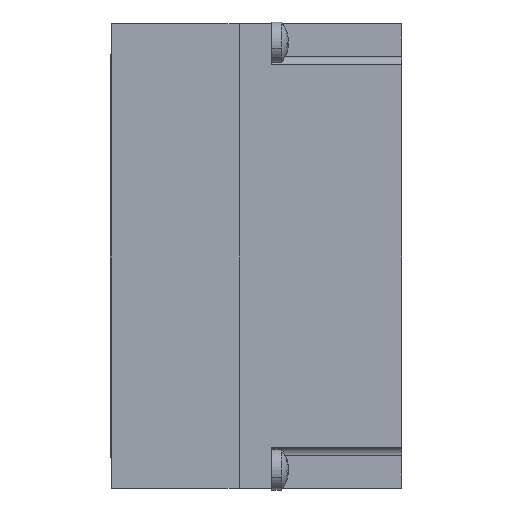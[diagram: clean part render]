
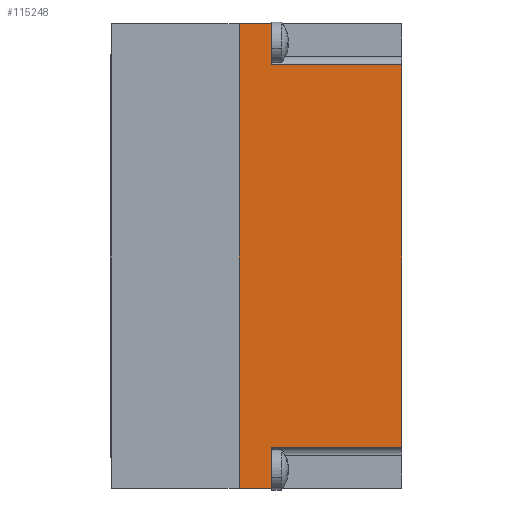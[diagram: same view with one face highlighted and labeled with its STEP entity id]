
A CAD part, left-side view. The second image highlights one B-rep face of the part: STEP entity #115248.
In plain terms, the highlighted planar face has unit normal (-1, 0, 0).
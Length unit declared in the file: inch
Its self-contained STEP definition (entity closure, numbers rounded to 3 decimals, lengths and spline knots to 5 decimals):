
#302 = DIRECTION ( 'NONE',  ( 0., 0., -1. ) ) ;
#2635 = CARTESIAN_POINT ( 'NONE',  ( -2.25197, -1.40551, 0. ) ) ;
#7075 = ORIENTED_EDGE ( 'NONE', *, *, #62097, .F. ) ;
#15175 = CARTESIAN_POINT ( 'NONE',  ( -2.25197, -0.33694, -2.05315 ) ) ;
#21855 = VECTOR ( 'NONE', #221703, 39.37008 ) ;
#22412 = DIRECTION ( 'NONE',  ( 0., 0., -1. ) ) ;
#28583 = LINE ( 'NONE', #158272, #138437 ) ;
#31098 = DIRECTION ( 'NONE',  ( 0., -1., 0. ) ) ;
#31181 = DIRECTION ( 'NONE',  ( 0., 0., -1. ) ) ;
#33080 = LINE ( 'NONE', #15175, #213145 ) ;
#34920 = ORIENTED_EDGE ( 'NONE', *, *, #136826, .F. ) ;
#44274 = VERTEX_POINT ( 'NONE', #193763 ) ;
#44539 = CARTESIAN_POINT ( 'NONE',  ( -2.25197, -1.40551, -2.05315 ) ) ;
#47854 = LINE ( 'NONE', #211083, #234084 ) ;
#57501 = ORIENTED_EDGE ( 'NONE', *, *, #102650, .F. ) ;
#57600 = EDGE_CURVE ( 'NONE', #102734, #212435, #33080, .T. ) ;
#62097 = EDGE_CURVE ( 'NONE', #102734, #138991, #185645, .T. ) ;
#62702 = EDGE_LOOP ( 'NONE', ( #129557, #57501, #220549, #185125, #34920, #7075, #74614, #169293 ) ) ;
#69599 = LINE ( 'NONE', #125521, #21855 ) ;
#70134 = DIRECTION ( 'NONE',  ( 0., 0., -1. ) ) ;
#71420 = CARTESIAN_POINT ( 'NONE',  ( -2.25197, -0.77559, -2.25197 ) ) ;
#74614 = ORIENTED_EDGE ( 'NONE', *, *, #57600, .T. ) ;
#85457 = CARTESIAN_POINT ( 'NONE',  ( -2.25197, -1.40551, -0.19882 ) ) ;
#86828 = CARTESIAN_POINT ( 'NONE',  ( -2.25197, -1.40551, 0. ) ) ;
#87797 = DIRECTION ( 'NONE',  ( 0., -1., 0. ) ) ;
#100155 = LINE ( 'NONE', #117999, #187127 ) ;
#101301 = DIRECTION ( 'NONE',  ( 0., 1., 0. ) ) ;
#102650 = EDGE_CURVE ( 'NONE', #148391, #235849, #69599, .T. ) ;
#102734 = VERTEX_POINT ( 'NONE', #172729 ) ;
#105818 = LINE ( 'NONE', #86828, #191224 ) ;
#107072 = EDGE_CURVE ( 'NONE', #234262, #212435, #105818, .T. ) ;
#115171 = CARTESIAN_POINT ( 'NONE',  ( -2.25197, -0.77559, -2.25197 ) ) ;
#115248 = ADVANCED_FACE ( 'NONE', ( #121829 ), #194633, .F. ) ;
#116685 = VECTOR ( 'NONE', #22412, 39.37008 ) ;
#117999 = CARTESIAN_POINT ( 'NONE',  ( -2.25197, -1.40551, 0. ) ) ;
#121829 = FACE_OUTER_BOUND ( 'NONE', #62702, .T. ) ;
#125521 = CARTESIAN_POINT ( 'NONE',  ( -2.25197, -0.77559, 0. ) ) ;
#129557 = ORIENTED_EDGE ( 'NONE', *, *, #162873, .F. ) ;
#131168 = EDGE_CURVE ( 'NONE', #44274, #174119, #142955, .T. ) ;
#136826 = EDGE_CURVE ( 'NONE', #138991, #174119, #28583, .T. ) ;
#138437 = VECTOR ( 'NONE', #228661, 39.37008 ) ;
#138991 = VERTEX_POINT ( 'NONE', #71420 ) ;
#142955 = LINE ( 'NONE', #178800, #225413 ) ;
#148391 = VERTEX_POINT ( 'NONE', #184891 ) ;
#156233 = EDGE_CURVE ( 'NONE', #148391, #44274, #100155, .T. ) ;
#158272 = CARTESIAN_POINT ( 'NONE',  ( -2.25197, -1.40551, -2.25197 ) ) ;
#162873 = EDGE_CURVE ( 'NONE', #235849, #234262, #47854, .T. ) ;
#163279 = CARTESIAN_POINT ( 'NONE',  ( -2.25197, -0.61811, -2.25197 ) ) ;
#169293 = ORIENTED_EDGE ( 'NONE', *, *, #107072, .F. ) ;
#172729 = CARTESIAN_POINT ( 'NONE',  ( -2.25197, -0.77559, -2.05315 ) ) ;
#174119 = VERTEX_POINT ( 'NONE', #163279 ) ;
#178800 = CARTESIAN_POINT ( 'NONE',  ( -2.25197, -0.61811, 0. ) ) ;
#184891 = CARTESIAN_POINT ( 'NONE',  ( -2.25197, -0.77559, 0. ) ) ;
#185125 = ORIENTED_EDGE ( 'NONE', *, *, #131168, .T. ) ;
#185645 = LINE ( 'NONE', #115171, #116685 ) ;
#187127 = VECTOR ( 'NONE', #101301, 39.37008 ) ;
#191224 = VECTOR ( 'NONE', #70134, 39.37008 ) ;
#193763 = CARTESIAN_POINT ( 'NONE',  ( -2.25197, -0.61811, 0. ) ) ;
#194633 = PLANE ( 'NONE',  #195627 ) ;
#195627 = AXIS2_PLACEMENT_3D ( 'NONE', #2635, #199351, #302 ) ;
#199351 = DIRECTION ( 'NONE',  ( 1., 0., 0. ) ) ;
#211083 = CARTESIAN_POINT ( 'NONE',  ( -2.25197, -0.33694, -0.19882 ) ) ;
#212049 = CARTESIAN_POINT ( 'NONE',  ( -2.25197, -0.77559, -0.19882 ) ) ;
#212435 = VERTEX_POINT ( 'NONE', #44539 ) ;
#213145 = VECTOR ( 'NONE', #87797, 39.37008 ) ;
#220549 = ORIENTED_EDGE ( 'NONE', *, *, #156233, .T. ) ;
#221703 = DIRECTION ( 'NONE',  ( 0., 0., -1. ) ) ;
#225413 = VECTOR ( 'NONE', #31181, 39.37008 ) ;
#228661 = DIRECTION ( 'NONE',  ( 0., 1., 0. ) ) ;
#234084 = VECTOR ( 'NONE', #31098, 39.37008 ) ;
#234262 = VERTEX_POINT ( 'NONE', #85457 ) ;
#235849 = VERTEX_POINT ( 'NONE', #212049 ) ;
